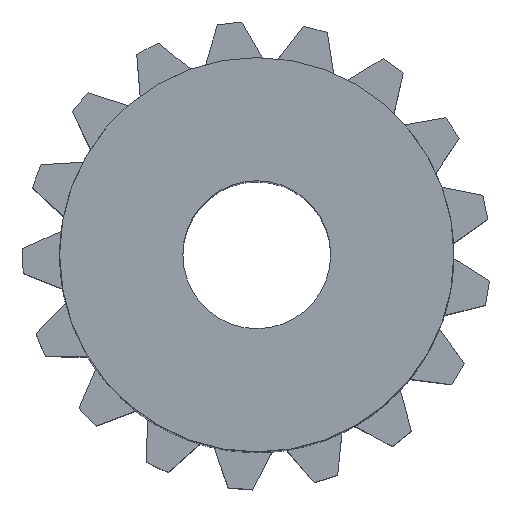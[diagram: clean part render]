
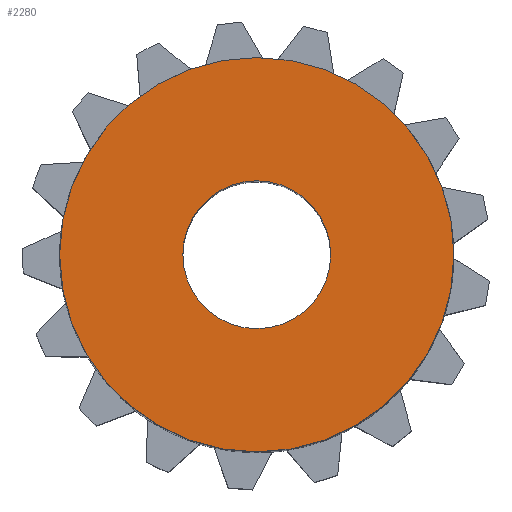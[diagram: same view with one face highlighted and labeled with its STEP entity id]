
A CAD part, top view. The second image highlights one B-rep face of the part: STEP entity #2280.
In plain terms, the highlighted planar face has unit normal (0, 0, 1).
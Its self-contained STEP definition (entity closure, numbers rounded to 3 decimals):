
#171 = DIRECTION ( 'NONE',  ( 1., 0., 0. ) ) ;
#278 = VERTEX_POINT ( 'NONE', #3817 ) ;
#461 = VERTEX_POINT ( 'NONE', #2024 ) ;
#489 = VERTEX_POINT ( 'NONE', #3326 ) ;
#564 = ORIENTED_EDGE ( 'NONE', *, *, #1110, .F. ) ;
#705 = FACE_BOUND ( 'NONE', #1946, .T. ) ;
#762 = DIRECTION ( 'NONE',  ( 0., 0., 1. ) ) ;
#811 = CIRCLE ( 'NONE', #1522, 1.5 ) ;
#1028 = DIRECTION ( 'NONE',  ( 1., 0., 0. ) ) ;
#1100 = CARTESIAN_POINT ( 'NONE',  ( 0., 0., 14. ) ) ;
#1110 = EDGE_CURVE ( 'NONE', #489, #1505, #1323, .T. ) ;
#1303 = EDGE_CURVE ( 'NONE', #461, #278, #1321, .T. ) ;
#1321 = CIRCLE ( 'NONE', #1392, 4. ) ;
#1323 = CIRCLE ( 'NONE', #3201, 1.5 ) ;
#1361 = CARTESIAN_POINT ( 'NONE',  ( 0., 0., 14. ) ) ;
#1369 = DIRECTION ( 'NONE',  ( 0., 0., 1. ) ) ;
#1392 = AXIS2_PLACEMENT_3D ( 'NONE', #1100, #1369, #171 ) ;
#1505 = VERTEX_POINT ( 'NONE', #2176 ) ;
#1522 = AXIS2_PLACEMENT_3D ( 'NONE', #1361, #762, #1609 ) ;
#1609 = DIRECTION ( 'NONE',  ( 1., 0., 0. ) ) ;
#1665 = ORIENTED_EDGE ( 'NONE', *, *, #1303, .T. ) ;
#1934 = PLANE ( 'NONE',  #3584 ) ;
#1946 = EDGE_LOOP ( 'NONE', ( #3499, #564 ) ) ;
#2024 = CARTESIAN_POINT ( 'NONE',  ( 4., 0., 14. ) ) ;
#2176 = CARTESIAN_POINT ( 'NONE',  ( -1.5, 0., 14. ) ) ;
#2190 = EDGE_LOOP ( 'NONE', ( #1665, #2586 ) ) ;
#2280 = ADVANCED_FACE ( 'NONE', ( #3480, #705 ), #1934, .T. ) ;
#2292 = CIRCLE ( 'NONE', #3921, 4. ) ;
#2407 = DIRECTION ( 'NONE',  ( 0., 0., 1. ) ) ;
#2488 = DIRECTION ( 'NONE',  ( 1., 0., 0. ) ) ;
#2558 = CARTESIAN_POINT ( 'NONE',  ( 0., 0., 14. ) ) ;
#2559 = DIRECTION ( 'NONE',  ( 0., 0., 1. ) ) ;
#2586 = ORIENTED_EDGE ( 'NONE', *, *, #3004, .T. ) ;
#2726 = CARTESIAN_POINT ( 'NONE',  ( 0., 0., 14. ) ) ;
#2822 = DIRECTION ( 'NONE',  ( 1., 0., 0. ) ) ;
#2891 = CARTESIAN_POINT ( 'NONE',  ( 0., 0., 14. ) ) ;
#3004 = EDGE_CURVE ( 'NONE', #278, #461, #2292, .T. ) ;
#3179 = EDGE_CURVE ( 'NONE', #1505, #489, #811, .T. ) ;
#3201 = AXIS2_PLACEMENT_3D ( 'NONE', #2558, #3438, #2822 ) ;
#3326 = CARTESIAN_POINT ( 'NONE',  ( 1.5, 0., 14. ) ) ;
#3438 = DIRECTION ( 'NONE',  ( 0., 0., 1. ) ) ;
#3480 = FACE_OUTER_BOUND ( 'NONE', #2190, .T. ) ;
#3499 = ORIENTED_EDGE ( 'NONE', *, *, #3179, .F. ) ;
#3584 = AXIS2_PLACEMENT_3D ( 'NONE', #2891, #2559, #1028 ) ;
#3817 = CARTESIAN_POINT ( 'NONE',  ( -4., 0., 14. ) ) ;
#3921 = AXIS2_PLACEMENT_3D ( 'NONE', #2726, #2407, #2488 ) ;
